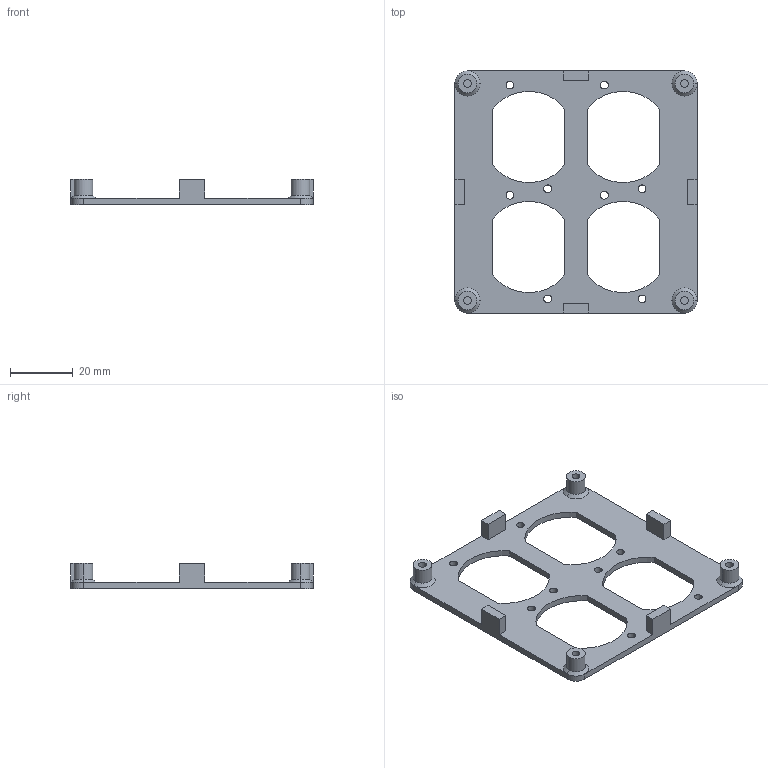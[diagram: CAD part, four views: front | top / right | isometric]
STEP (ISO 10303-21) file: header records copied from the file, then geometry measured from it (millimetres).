
FILE_DESCRIPTION (( 'STEP AP214' ), '1' );
FILE_NAME ('nixieblock3.step', '2020-01-14T03:03:20', ( '' ), ( '' ), 'SwSTEP 2.0', 'SolidWorks 2018', '' );
FILE_SCHEMA (( 'AUTOMOTIVE_DESIGN' ));
Length unit declared in the file: millimetre
Products named in the file (1): nixieblock3
Bounding box: 77 x 77 x 8 mm (x, y, z)
Volume: 8283.5 mm3; surface area: 9517.1 mm2
Topology: 1 solids, 1 shells, 90 faces, 232 edges, 148 vertices
Faces by surface type: cylinder 44, plane 38, cone 8
Entity records: 2834 total; most frequent: DIRECTION 510, CARTESIAN_POINT 471, ORIENTED_EDGE 464, EDGE_CURVE 232, AXIS2_PLACEMENT_3D 187, VERTEX_POINT 148, LINE 136, VECTOR 136
